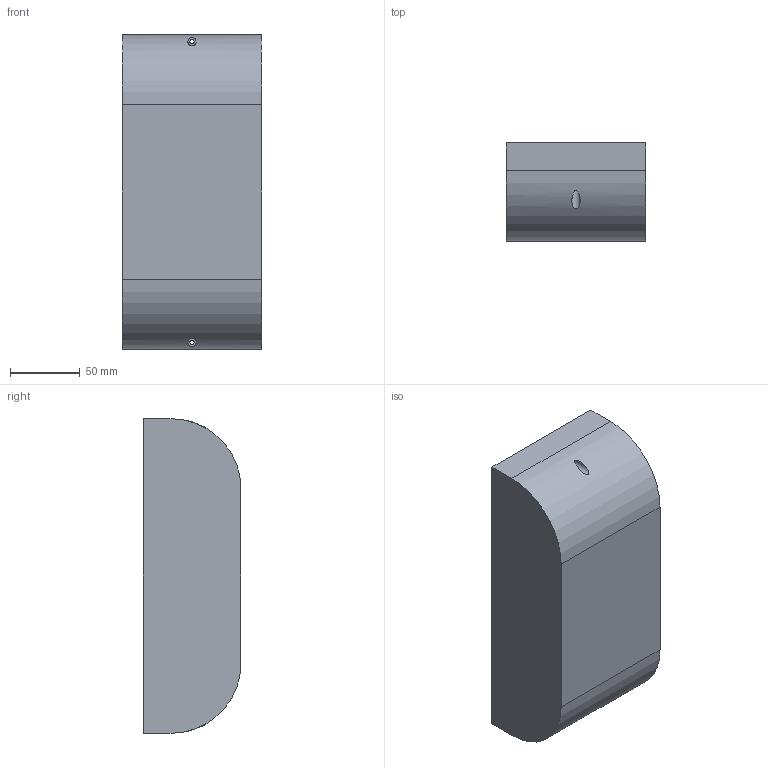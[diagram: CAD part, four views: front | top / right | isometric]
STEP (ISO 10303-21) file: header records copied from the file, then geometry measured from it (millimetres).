
FILE_DESCRIPTION(/* description */ (''),/* implementation_level */ '2;1');
FILE_NAME(/* name */ '',/* time_stamp */ '2023-12-28T10:56:24+07:00',/* author */ ('daveb'),/* organization */ (''),/* preprocessor_version */ 'ST-DEVELOPER v19.2',/* originating_system */ 'Autodesk Inventor 2024',/* authorisation */ '');
FILE_SCHEMA (('AUTOMOTIVE_DESIGN { 1 0 10303 214 3 1 1 }'));
Length unit declared in the file: millimetre
Products named in the file (1): [K3]Ốp
Bounding box: 100 x 70 x 225 mm (x, y, z)
Volume: 410978.7 mm3; surface area: 112281.3 mm2
Topology: 1 solids, 1 shells, 27 faces, 71 edges, 48 vertices
Faces by surface type: plane 17, cylinder 10
Full cylindrical faces by diameter (mm): 3 x2, 6 x2
Entity records: 966 total; most frequent: CARTESIAN_POINT 231, ORIENTED_EDGE 142, DIRECTION 141, EDGE_CURVE 71, LINE 49, VECTOR 49, VERTEX_POINT 48, AXIS2_PLACEMENT_3D 46
